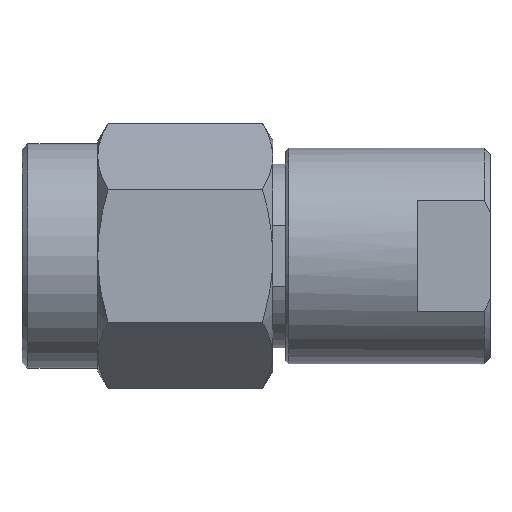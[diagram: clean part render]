
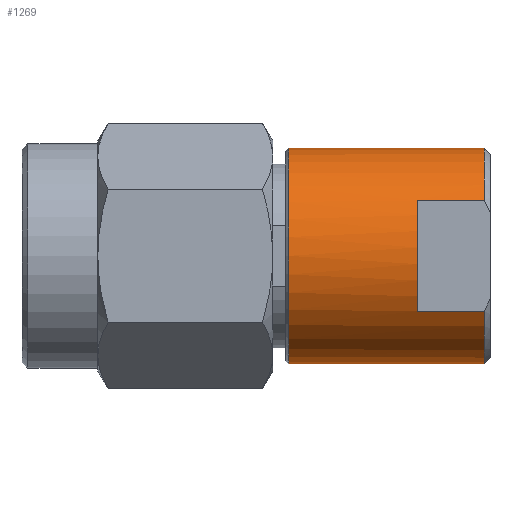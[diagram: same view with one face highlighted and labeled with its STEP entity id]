
A CAD part, top view. The second image highlights one B-rep face of the part: STEP entity #1269.
In plain terms, the highlighted cylindrical face has radius 3.7 mm (diameter 7.4 mm), a partial arc.
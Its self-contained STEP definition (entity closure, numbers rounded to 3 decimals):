
#46 = ORIENTED_EDGE ( 'NONE', *, *, #796, .T. ) ;
#60 = EDGE_CURVE ( 'NONE', #2553, #2289, #1420, .T. ) ;
#114 = VECTOR ( 'NONE', #2587, 1000. ) ;
#138 = AXIS2_PLACEMENT_3D ( 'NONE', #1058, #1873, #2472 ) ;
#145 = CARTESIAN_POINT ( 'NONE',  ( 15.85, -3.7, 0. ) ) ;
#212 = ORIENTED_EDGE ( 'NONE', *, *, #2486, .T. ) ;
#276 = ORIENTED_EDGE ( 'NONE', *, *, #60, .T. ) ;
#283 = CARTESIAN_POINT ( 'NONE',  ( 15.85, -1.9, 3.175 ) ) ;
#285 = CIRCLE ( 'NONE', #2052, 3.7 ) ;
#381 = CARTESIAN_POINT ( 'NONE',  ( 15.85, -3.7, 0. ) ) ;
#450 = VECTOR ( 'NONE', #794, 1000. ) ;
#477 = DIRECTION ( 'NONE',  ( -1., 0., 0. ) ) ;
#507 = LINE ( 'NONE', #145, #2535 ) ;
#522 = EDGE_LOOP ( 'NONE', ( #2383, #46, #2229, #1610, #2526, #212, #276, #1075 ) ) ;
#594 = CARTESIAN_POINT ( 'NONE',  ( 15.85, -1.9, 3.175 ) ) ;
#598 = VERTEX_POINT ( 'NONE', #1067 ) ;
#649 = DIRECTION ( 'NONE',  ( -1., 0., 0. ) ) ;
#673 = DIRECTION ( 'NONE',  ( 0., -0.513, 0.858 ) ) ;
#698 = CARTESIAN_POINT ( 'NONE',  ( 16.852, 0., 0. ) ) ;
#703 = VECTOR ( 'NONE', #2409, 1000. ) ;
#721 = CARTESIAN_POINT ( 'NONE',  ( 9.15, 0., 0. ) ) ;
#751 = CARTESIAN_POINT ( 'NONE',  ( 15.85, 3.7, 0. ) ) ;
#794 = DIRECTION ( 'NONE',  ( -1., 0., 0. ) ) ;
#796 = EDGE_CURVE ( 'NONE', #1133, #598, #2091, .T. ) ;
#861 = EDGE_CURVE ( 'NONE', #1133, #2006, #2575, .T. ) ;
#872 = FACE_OUTER_BOUND ( 'NONE', #522, .T. ) ;
#943 = EDGE_CURVE ( 'NONE', #598, #2136, #1531, .T. ) ;
#1058 = CARTESIAN_POINT ( 'NONE',  ( 15.85, 0., 0. ) ) ;
#1067 = CARTESIAN_POINT ( 'NONE',  ( 15.85, 3.7, 0. ) ) ;
#1075 = ORIENTED_EDGE ( 'NONE', *, *, #1754, .T. ) ;
#1113 = DIRECTION ( 'NONE',  ( -1., 0., 0. ) ) ;
#1133 = VERTEX_POINT ( 'NONE', #1906 ) ;
#1253 = AXIS2_PLACEMENT_3D ( 'NONE', #2501, #477, #1517 ) ;
#1269 = ADVANCED_FACE ( 'NONE', ( #872 ), #2512, .T. ) ;
#1273 = EDGE_CURVE ( 'NONE', #2145, #2136, #285, .T. ) ;
#1275 = CIRCLE ( 'NONE', #138, 3.7 ) ;
#1305 = VERTEX_POINT ( 'NONE', #381 ) ;
#1376 = CARTESIAN_POINT ( 'NONE',  ( 13.55, 1.9, 3.175 ) ) ;
#1420 = LINE ( 'NONE', #594, #114 ) ;
#1494 = DIRECTION ( 'NONE',  ( -1., 0., 0. ) ) ;
#1515 = DIRECTION ( 'NONE',  ( 0., -1., 0. ) ) ;
#1516 = CIRCLE ( 'NONE', #1948, 3.7 ) ;
#1517 = DIRECTION ( 'NONE',  ( 0., 0.513, 0.858 ) ) ;
#1531 = LINE ( 'NONE', #751, #450 ) ;
#1559 = CARTESIAN_POINT ( 'NONE',  ( 15.85, 1.9, 3.175 ) ) ;
#1610 = ORIENTED_EDGE ( 'NONE', *, *, #1273, .F. ) ;
#1719 = DIRECTION ( 'NONE',  ( 0., 1., 0. ) ) ;
#1754 = EDGE_CURVE ( 'NONE', #2289, #2006, #1516, .T. ) ;
#1860 = EDGE_CURVE ( 'NONE', #1305, #2145, #507, .T. ) ;
#1873 = DIRECTION ( 'NONE',  ( -1., 0., 0. ) ) ;
#1906 = CARTESIAN_POINT ( 'NONE',  ( 15.85, 1.9, 3.175 ) ) ;
#1948 = AXIS2_PLACEMENT_3D ( 'NONE', #2462, #649, #673 ) ;
#2006 = VERTEX_POINT ( 'NONE', #1376 ) ;
#2052 = AXIS2_PLACEMENT_3D ( 'NONE', #721, #1494, #1515 ) ;
#2091 = CIRCLE ( 'NONE', #1253, 3.7 ) ;
#2136 = VERTEX_POINT ( 'NONE', #2540 ) ;
#2145 = VERTEX_POINT ( 'NONE', #2515 ) ;
#2229 = ORIENTED_EDGE ( 'NONE', *, *, #943, .T. ) ;
#2289 = VERTEX_POINT ( 'NONE', #2469 ) ;
#2310 = AXIS2_PLACEMENT_3D ( 'NONE', #698, #1113, #1719 ) ;
#2375 = DIRECTION ( 'NONE',  ( -1., 0., 0. ) ) ;
#2383 = ORIENTED_EDGE ( 'NONE', *, *, #861, .F. ) ;
#2409 = DIRECTION ( 'NONE',  ( -1., 0., 0. ) ) ;
#2462 = CARTESIAN_POINT ( 'NONE',  ( 13.55, 0., 0. ) ) ;
#2469 = CARTESIAN_POINT ( 'NONE',  ( 13.55, -1.9, 3.175 ) ) ;
#2472 = DIRECTION ( 'NONE',  ( 0., -1., 0. ) ) ;
#2486 = EDGE_CURVE ( 'NONE', #1305, #2553, #1275, .T. ) ;
#2501 = CARTESIAN_POINT ( 'NONE',  ( 15.85, 0., 0. ) ) ;
#2512 = CYLINDRICAL_SURFACE ( 'NONE', #2310, 3.7 ) ;
#2515 = CARTESIAN_POINT ( 'NONE',  ( 9.15, -3.7, 0. ) ) ;
#2526 = ORIENTED_EDGE ( 'NONE', *, *, #1860, .F. ) ;
#2535 = VECTOR ( 'NONE', #2375, 1000. ) ;
#2540 = CARTESIAN_POINT ( 'NONE',  ( 9.15, 3.7, 0. ) ) ;
#2553 = VERTEX_POINT ( 'NONE', #283 ) ;
#2575 = LINE ( 'NONE', #1559, #703 ) ;
#2587 = DIRECTION ( 'NONE',  ( -1., 0., 0. ) ) ;
